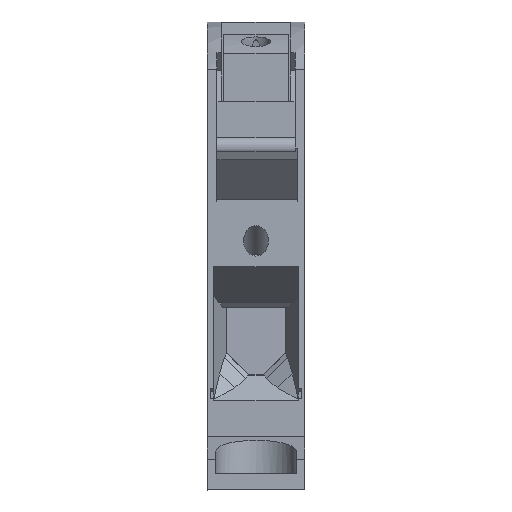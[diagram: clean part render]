
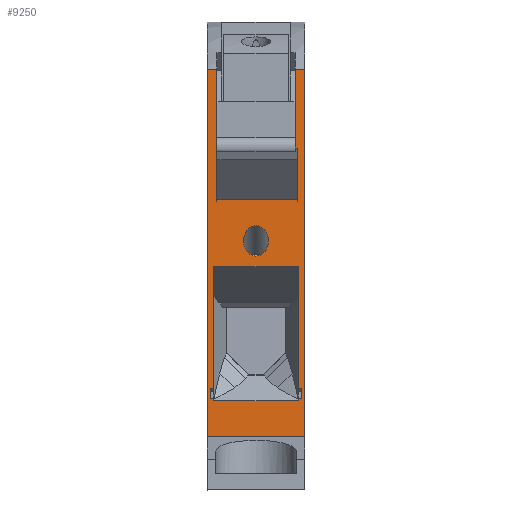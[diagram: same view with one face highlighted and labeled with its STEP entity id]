
A CAD part, front view. The second image highlights one B-rep face of the part: STEP entity #9250.
In plain terms, the highlighted face is planar.
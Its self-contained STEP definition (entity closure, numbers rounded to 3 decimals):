
#4860=CARTESIAN_POINT('',(42.65,72.906,0.));
#4870=DIRECTION('',(0.,0.,1.));
#4880=VECTOR('',#4870,1.);
#4890=LINE('',#4860,#4880);
#4900=CARTESIAN_POINT('',(42.65,72.906,
4.9));
#4910=VERTEX_POINT('',#4900);
#4920=CARTESIAN_POINT('',(42.65,72.906,
24.9));
#4930=VERTEX_POINT('',#4920);
#4940=EDGE_CURVE('',#4910,#4930,#4890,.T.);
#7380=CARTESIAN_POINT('',(42.65,37.932,
34.9));
#7390=DIRECTION('',(-1.,0.,0.));
#7400=DIRECTION('',(0.,1.,0.));
#7410=AXIS2_PLACEMENT_3D('',#7380,#7390,#7400);
#7420=PLANE('',#7410);
#7430=CARTESIAN_POINT('',(42.65,32.801,
14.9));
#7440=DIRECTION('',(-1.,0.,0.));
#7450=DIRECTION('',(0.,1.,0.));
#7460=AXIS2_PLACEMENT_3D('',#7430,#7440,#7450);
#7470=ELLIPSE('',#7460,3.113,2.55);
#7480=CARTESIAN_POINT('',(42.65,32.801,
12.35));
#7490=VERTEX_POINT('',#7480);
#7500=CARTESIAN_POINT('',(42.65,32.801,
17.45));
#7510=VERTEX_POINT('',#7500);
#7520=EDGE_CURVE('',#7490,#7510,#7470,.T.);
#7530=ORIENTED_EDGE('',*,*,#7520,.T.);
#7540=CARTESIAN_POINT('',(42.65,35.914,
14.9));
#7550=VERTEX_POINT('',#7540);
#7560=EDGE_CURVE('',#7550,#7490,#7470,.T.);
#7570=ORIENTED_EDGE('',*,*,#7560,.T.);
#7580=EDGE_CURVE('',#7510,#7550,#7470,.T.);
#7590=ORIENTED_EDGE('',*,*,#7580,.T.);
#7600=EDGE_LOOP('',(#7590,#7570,#7530));
#7610=FACE_BOUND('',#7600,.T.);
#7620=CARTESIAN_POINT('',(42.65,-2.439,
23.6));
#7630=DIRECTION('',(0.,-1.,0.));
#7640=VECTOR('',#7630,1.);
#7650=LINE('',#7620,#7640);
#7660=CARTESIAN_POINT('',(42.65,65.542,
23.6));
#7670=VERTEX_POINT('',#7660);
#7680=CARTESIAN_POINT('',(42.65,65.042,
23.6));
#7690=VERTEX_POINT('',#7680);
#7700=EDGE_CURVE('',#7670,#7690,#7650,.T.);
#7710=ORIENTED_EDGE('',*,*,#7700,.F.);
#7720=CARTESIAN_POINT('',(42.65,65.042,0.));
#7730=DIRECTION('',(0.,0.,1.));
#7740=VECTOR('',#7730,1.);
#7750=LINE('',#7720,#7740);
#7760=CARTESIAN_POINT('',(42.65,65.042,
24.3));
#7770=VERTEX_POINT('',#7760);
#7780=EDGE_CURVE('',#7690,#7770,#7750,.T.);
#7790=ORIENTED_EDGE('',*,*,#7780,.F.);
#7800=CARTESIAN_POINT('',(42.65,-2.439,
24.3));
#7810=DIRECTION('',(0.,1.,0.));
#7820=VECTOR('',#7810,1.);
#7830=LINE('',#7800,#7820);
#7840=CARTESIAN_POINT('',(42.65,63.164,
24.3));
#7850=VERTEX_POINT('',#7840);
#7860=EDGE_CURVE('',#7850,#7770,#7830,.T.);
#7870=ORIENTED_EDGE('',*,*,#7860,.T.);
#7880=CARTESIAN_POINT('',(42.65,63.164,0.));
#7890=DIRECTION('',(0.,0.,-1.));
#7900=VECTOR('',#7890,1.);
#7910=LINE('',#7880,#7900);
#7920=CARTESIAN_POINT('',(42.65,63.164,
23.6));
#7930=VERTEX_POINT('',#7920);
#7940=EDGE_CURVE('',#7850,#7930,#7910,.T.);
#7950=ORIENTED_EDGE('',*,*,#7940,.F.);
#7960=CARTESIAN_POINT('',(42.65,38.112,
23.6));
#7970=VERTEX_POINT('',#7960);
#7980=EDGE_CURVE('',#7930,#7970,#7650,.T.);
#7990=ORIENTED_EDGE('',*,*,#7980,.F.);
#8000=CARTESIAN_POINT('',(42.65,38.112,0.));
#8010=DIRECTION('',(0.,0.,1.));
#8020=VECTOR('',#8010,1.);
#8030=LINE('',#8000,#8020);
#8040=CARTESIAN_POINT('',(42.65,38.112,
6.2));
#8050=VERTEX_POINT('',#8040);
#8060=EDGE_CURVE('',#8050,#7970,#8030,.T.);
#8070=ORIENTED_EDGE('',*,*,#8060,.T.);
#8080=CARTESIAN_POINT('',(42.65,-2.439,
6.2));
#8090=DIRECTION('',(0.,-1.,0.));
#8100=VECTOR('',#8090,1.);
#8110=LINE('',#8080,#8100);
#8120=CARTESIAN_POINT('',(42.65,63.164,
6.2));
#8130=VERTEX_POINT('',#8120);
#8140=EDGE_CURVE('',#8130,#8050,#8110,.T.);
#8150=ORIENTED_EDGE('',*,*,#8140,.T.);
#8160=CARTESIAN_POINT('',(42.65,63.164,0.));
#8170=DIRECTION('',(0.,0.,-1.));
#8180=VECTOR('',#8170,1.);
#8190=LINE('',#8160,#8180);
#8200=CARTESIAN_POINT('',(42.65,63.164,
5.5));
#8210=VERTEX_POINT('',#8200);
#8220=EDGE_CURVE('',#8130,#8210,#8190,.T.);
#8230=ORIENTED_EDGE('',*,*,#8220,.F.);
#8240=CARTESIAN_POINT('',(42.65,-2.439,
5.5));
#8250=DIRECTION('',(0.,-1.,0.));
#8260=VECTOR('',#8250,1.);
#8270=LINE('',#8240,#8260);
#8280=CARTESIAN_POINT('',(42.65,65.042,
5.5));
#8290=VERTEX_POINT('',#8280);
#8300=EDGE_CURVE('',#8290,#8210,#8270,.T.);
#8310=ORIENTED_EDGE('',*,*,#8300,.T.);
#8320=CARTESIAN_POINT('',(42.65,65.042,0.));
#8330=DIRECTION('',(0.,0.,1.));
#8340=VECTOR('',#8330,1.);
#8350=LINE('',#8320,#8340);
#8360=CARTESIAN_POINT('',(42.65,65.042,
6.2));
#8370=VERTEX_POINT('',#8360);
#8380=EDGE_CURVE('',#8290,#8370,#8350,.T.);
#8390=ORIENTED_EDGE('',*,*,#8380,.F.);
#8400=CARTESIAN_POINT('',(42.65,65.542,
6.2));
#8410=VERTEX_POINT('',#8400);
#8420=EDGE_CURVE('',#8410,#8370,#8110,.T.);
#8430=ORIENTED_EDGE('',*,*,#8420,.T.);
#8440=CARTESIAN_POINT('',(42.65,65.542,0.));
#8450=DIRECTION('',(0.,0.,-1.));
#8460=VECTOR('',#8450,1.);
#8470=LINE('',#8440,#8460);
#8480=EDGE_CURVE('',#7670,#8410,#8470,.T.);
#8490=ORIENTED_EDGE('',*,*,#8480,.T.);
#8500=EDGE_LOOP('',(#8490,#8430,#8390,#8310,#8230,#8150,#8070,#7990,
#7950,#7870,#7790,#7710));
#8510=FACE_BOUND('',#8500,.T.);
#8520=CARTESIAN_POINT('',(42.65,0.,4.9));
#8530=DIRECTION('',(0.,1.,0.));
#8540=VECTOR('',#8530,1.);
#8550=LINE('',#8520,#8540);
#8560=CARTESIAN_POINT('',(42.65,-2.38,
4.9));
#8570=VERTEX_POINT('',#8560);
#8580=EDGE_CURVE('',#8570,#4910,#8550,.T.);
#8590=ORIENTED_EDGE('',*,*,#8580,.T.);
#8600=CARTESIAN_POINT('',(42.65,-2.38,
26.7));
#8610=DIRECTION('',(0.,0.,-1.));
#8620=VECTOR('',#8610,1.);
#8630=LINE('',#8600,#8620);
#8640=CARTESIAN_POINT('',(42.65,-2.38,
6.9));
#8650=VERTEX_POINT('',#8640);
#8660=EDGE_CURVE('',#8650,#8570,#8630,.T.);
#8670=ORIENTED_EDGE('',*,*,#8660,.T.);
#8680=CARTESIAN_POINT('',(42.65,-2.439,
6.9));
#8690=DIRECTION('',(0.,1.,0.));
#8700=VECTOR('',#8690,1.);
#8710=LINE('',#8680,#8700);
#8720=CARTESIAN_POINT('',(42.65,24.389,
6.9));
#8730=VERTEX_POINT('',#8720);
#8740=EDGE_CURVE('',#8650,#8730,#8710,.T.);
#8750=ORIENTED_EDGE('',*,*,#8740,.F.);
#8760=CARTESIAN_POINT('',(42.65,24.389,0.));
#8770=DIRECTION('',(0.,0.,-1.));
#8780=VECTOR('',#8770,1.);
#8790=LINE('',#8760,#8780);
#8800=CARTESIAN_POINT('',(42.65,24.389,
23.4));
#8810=VERTEX_POINT('',#8800);
#8820=EDGE_CURVE('',#8810,#8730,#8790,.T.);
#8830=ORIENTED_EDGE('',*,*,#8820,.T.);
#8840=CARTESIAN_POINT('',(42.65,-2.439,
23.4));
#8850=DIRECTION('',(0.,-1.,0.));
#8860=VECTOR('',#8850,1.);
#8870=LINE('',#8840,#8860);
#8880=CARTESIAN_POINT('',(42.65,13.761,
23.4));
#8890=VERTEX_POINT('',#8880);
#8900=EDGE_CURVE('',#8810,#8890,#8870,.T.);
#8910=ORIENTED_EDGE('',*,*,#8900,.F.);
#8920=CARTESIAN_POINT('',(42.65,13.761,0.));
#8930=DIRECTION('',(0.,0.,1.));
#8940=VECTOR('',#8930,1.);
#8950=LINE('',#8920,#8940);
#8960=CARTESIAN_POINT('',(42.65,13.761,
22.9));
#8970=VERTEX_POINT('',#8960);
#8980=EDGE_CURVE('',#8970,#8890,#8950,.T.);
#8990=ORIENTED_EDGE('',*,*,#8980,.T.);
#9000=CARTESIAN_POINT('',(42.65,-2.439,
22.9));
#9010=DIRECTION('',(0.,-1.,0.));
#9020=VECTOR('',#9010,1.);
#9030=LINE('',#9000,#9020);
#9040=CARTESIAN_POINT('',(42.65,-2.38,
22.9));
#9050=VERTEX_POINT('',#9040);
#9060=EDGE_CURVE('',#8970,#9050,#9030,.T.);
#9070=ORIENTED_EDGE('',*,*,#9060,.F.);
#9080=CARTESIAN_POINT('',(42.65,-2.38,
26.7));
#9090=DIRECTION('',(0.,0.,-1.));
#9100=VECTOR('',#9090,1.);
#9110=LINE('',#9080,#9100);
#9120=CARTESIAN_POINT('',(42.65,-2.38,
24.9));
#9130=VERTEX_POINT('',#9120);
#9140=EDGE_CURVE('',#9130,#9050,#9110,.T.);
#9150=ORIENTED_EDGE('',*,*,#9140,.T.);
#9160=CARTESIAN_POINT('',(42.65,0.,24.9));
#9170=DIRECTION('',(0.,-1.,0.));
#9180=VECTOR('',#9170,1.);
#9190=LINE('',#9160,#9180);
#9200=EDGE_CURVE('',#4930,#9130,#9190,.T.);
#9210=ORIENTED_EDGE('',*,*,#9200,.T.);
#9220=ORIENTED_EDGE('',*,*,#4940,.T.);
#9230=EDGE_LOOP('',(#9220,#9210,#9150,#9070,#8990,#8910,#8830,#8750,
#8670,#8590));
#9240=FACE_OUTER_BOUND('',#9230,.T.);
#9250=ADVANCED_FACE('',(#7610,#8510,#9240),#7420,.F.);
